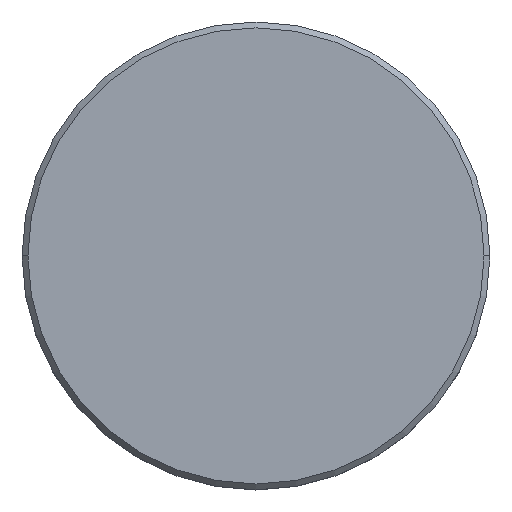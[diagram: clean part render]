
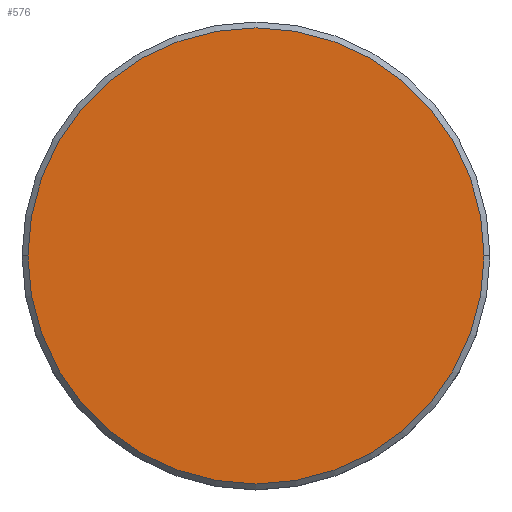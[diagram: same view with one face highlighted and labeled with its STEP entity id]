
A CAD part, top view. The second image highlights one B-rep face of the part: STEP entity #576.
In plain terms, the highlighted planar face has unit normal (0, 0, 1).
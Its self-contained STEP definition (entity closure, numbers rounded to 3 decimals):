
#23 = DIRECTION ( 'NONE',  ( 1., 0., 0. ) ) ;
#37 = DIRECTION ( 'NONE',  ( 0., 0., 1. ) ) ;
#196 = VERTEX_POINT ( 'NONE', #897 ) ;
#213 = CARTESIAN_POINT ( 'NONE',  ( 0., 0., 0. ) ) ;
#247 = EDGE_LOOP ( 'NONE', ( #910, #299 ) ) ;
#258 = DIRECTION ( 'NONE',  ( 0., 0., 1. ) ) ;
#273 = CARTESIAN_POINT ( 'NONE',  ( -19.5, 0., 0. ) ) ;
#299 = ORIENTED_EDGE ( 'NONE', *, *, #559, .T. ) ;
#339 = DIRECTION ( 'NONE',  ( 1., 0., 0. ) ) ;
#357 = AXIS2_PLACEMENT_3D ( 'NONE', #213, #37, #23 ) ;
#405 = DIRECTION ( 'NONE',  ( 1., 0., 0. ) ) ;
#460 = PLANE ( 'NONE',  #357 ) ;
#481 = VERTEX_POINT ( 'NONE', #273 ) ;
#559 = EDGE_CURVE ( 'NONE', #196, #481, #1108, .T. ) ;
#573 = AXIS2_PLACEMENT_3D ( 'NONE', #1016, #1048, #405 ) ;
#576 = ADVANCED_FACE ( 'NONE', ( #1132 ), #460, .T. ) ;
#657 = EDGE_CURVE ( 'NONE', #481, #196, #1028, .T. ) ;
#824 = CARTESIAN_POINT ( 'NONE',  ( 0., 0., 0. ) ) ;
#897 = CARTESIAN_POINT ( 'NONE',  ( 19.5, 0., 0. ) ) ;
#910 = ORIENTED_EDGE ( 'NONE', *, *, #657, .T. ) ;
#1016 = CARTESIAN_POINT ( 'NONE',  ( 0., 0., 0. ) ) ;
#1028 = CIRCLE ( 'NONE', #1141, 19.5 ) ;
#1048 = DIRECTION ( 'NONE',  ( 0., 0., 1. ) ) ;
#1108 = CIRCLE ( 'NONE', #573, 19.5 ) ;
#1132 = FACE_OUTER_BOUND ( 'NONE', #247, .T. ) ;
#1141 = AXIS2_PLACEMENT_3D ( 'NONE', #824, #258, #339 ) ;
